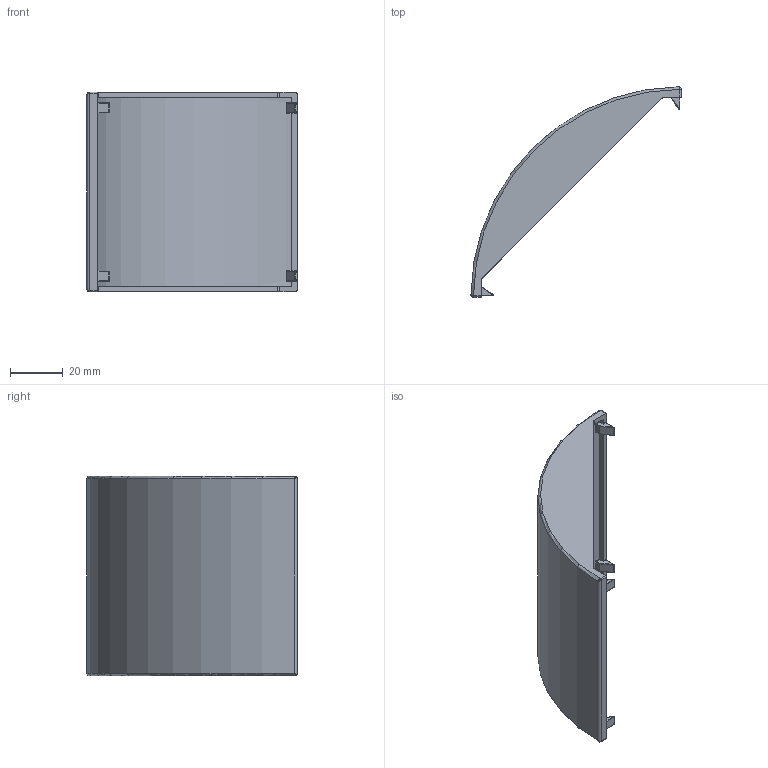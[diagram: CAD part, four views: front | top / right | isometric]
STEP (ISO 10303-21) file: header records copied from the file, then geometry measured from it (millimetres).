
FILE_DESCRIPTION (( 'STEP AP203' ), '1' );
FILE_NAME ('3.22.40.8080.STEP', '2014-11-04T06:04:34', ( 'USER' ), ( 'Microsoft' ), 'SwSTEP 2.0', 'SolidWorks 2012', '' );
FILE_SCHEMA (( 'CONFIG_CONTROL_DESIGN' ));
Length unit declared in the file: millimetre
Products named in the file (1): 3.22.40.8080
Bounding box: 79.99 x 79.99 x 76 mm (x, y, z)
Volume: 25073.5 mm3; surface area: 25701.3 mm2
Topology: 1 solids, 1 shells, 177 faces, 435 edges, 236 vertices
Faces by surface type: cylinder 77, plane 36, sphere 28, torus 24, bspline 12
Entity records: 5362 total; most frequent: CARTESIAN_POINT 1361, DIRECTION 871, ORIENTED_EDGE 806, EDGE_CURVE 403, AXIS2_PLACEMENT_3D 350, VERTEX_POINT 228, CIRCLE 184, FACE_OUTER_BOUND 177
